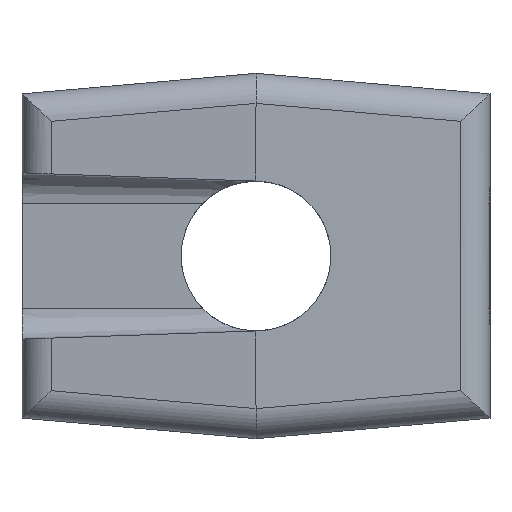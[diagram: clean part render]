
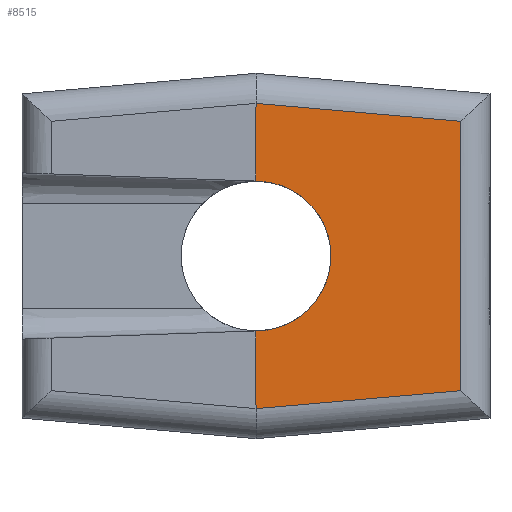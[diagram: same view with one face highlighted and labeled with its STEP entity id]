
A CAD part, front view. The second image highlights one B-rep face of the part: STEP entity #8515.
In plain terms, the highlighted planar face has unit normal (0.018, -1, 0).
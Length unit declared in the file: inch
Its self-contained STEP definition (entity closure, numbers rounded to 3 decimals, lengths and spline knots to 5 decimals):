
#315 = CARTESIAN_POINT ( 'NONE',  ( 0., -0.8075, 0. ) ) ;
#515 = ORIENTED_EDGE ( 'NONE', *, *, #6987, .T. ) ;
#633 = VERTEX_POINT ( 'NONE', #3504 ) ;
#1207 = EDGE_CURVE ( 'NONE', #12755, #633, #12431, .T. ) ;
#1571 = CARTESIAN_POINT ( 'NONE',  ( 0., -0.8075, 0.09849 ) ) ;
#1858 = CARTESIAN_POINT ( 'NONE',  ( 0.00343, -0.80744, -0.09837 ) ) ;
#1996 = CARTESIAN_POINT ( 'NONE',  ( 0.09843, -0.80578, 0.05607 ) ) ;
#2093 = CARTESIAN_POINT ( 'NONE',  ( 0.00343, -0.80744, 0.09837 ) ) ;
#2185 = LINE ( 'NONE', #14973, #12021 ) ;
#2287 = CARTESIAN_POINT ( 'NONE',  ( 0., -0.8075, 0. ) ) ;
#2816 = EDGE_CURVE ( 'NONE', #9432, #10732, #14898, .T. ) ;
#3308 = DIRECTION ( 'NONE',  ( -0.996, -0.017, 0.087 ) ) ;
#3409 = AXIS2_PLACEMENT_3D ( 'NONE', #2287, #3745, #15587 ) ;
#3503 = CARTESIAN_POINT ( 'NONE',  ( 0.05947, -0.80646, -0.09641 ) ) ;
#3504 = CARTESIAN_POINT ( 'NONE',  ( 0.26882, -0.80281, 0.17702 ) ) ;
#3745 = DIRECTION ( 'NONE',  ( 0.017, -1., 0. ) ) ;
#3989 = VECTOR ( 'NONE', #3308, 39.37008 ) ;
#4742 = CARTESIAN_POINT ( 'NONE',  ( 0.00343, -0.80744, 0.09837 ) ) ;
#5193 = ORIENTED_EDGE ( 'NONE', *, *, #14218, .T. ) ;
#5403 = CARTESIAN_POINT ( 'NONE',  ( 0.26882, -0.80281, -0.17702 ) ) ;
#5432 = DIRECTION ( 'NONE',  ( 0., 0., -1. ) ) ;
#5545 =( BOUNDED_CURVE ( )  B_SPLINE_CURVE ( 3, ( #5899, #12521, #3503, #12438 ),
 .UNSPECIFIED., .F., .T. ) 
 B_SPLINE_CURVE_WITH_KNOTS ( ( 4, 4 ),
 ( 0., 1.53589 ),
 .UNSPECIFIED. ) 
 CURVE ( )  GEOMETRIC_REPRESENTATION_ITEM ( )  RATIONAL_B_SPLINE_CURVE ( ( 1., 0.813, 0.813, 1. ) ) 
 REPRESENTATION_ITEM ( '' )  );
#5807 = LINE ( 'NONE', #11076, #5844 ) ;
#5844 = VECTOR ( 'NONE', #5432, 39.37008 ) ;
#5899 = CARTESIAN_POINT ( 'NONE',  ( 0.09843, -0.80578, 0. ) ) ;
#6342 = VECTOR ( 'NONE', #11330, 39.37008 ) ;
#6528 = EDGE_CURVE ( 'NONE', #7008, #8026, #13253, .T. ) ;
#6751 = VERTEX_POINT ( 'NONE', #10274 ) ;
#6987 = EDGE_CURVE ( 'NONE', #9432, #14521, #5807, .T. ) ;
#7008 = VERTEX_POINT ( 'NONE', #8794 ) ;
#7197 = VECTOR ( 'NONE', #16134, 39.37008 ) ;
#7251 = CARTESIAN_POINT ( 'NONE',  ( 0.00343, -0.80744, -0.09837 ) ) ;
#7320 = DIRECTION ( 'NONE',  ( 0.996, 0.017, 0.087 ) ) ;
#7846 = EDGE_CURVE ( 'NONE', #8026, #16352, #13774, .T. ) ;
#8026 = VERTEX_POINT ( 'NONE', #1571 ) ;
#8179 = ORIENTED_EDGE ( 'NONE', *, *, #1207, .T. ) ;
#8515 = ADVANCED_FACE ( 'NONE', ( #13957 ), #9041, .T. ) ;
#8747 = ORIENTED_EDGE ( 'NONE', *, *, #2816, .F. ) ;
#8794 = CARTESIAN_POINT ( 'NONE',  ( 0., -0.8075, 0.20054 ) ) ;
#9041 = PLANE ( 'NONE',  #3409 ) ;
#9096 = VECTOR ( 'NONE', #9792, 39.37008 ) ;
#9302 = ORIENTED_EDGE ( 'NONE', *, *, #13878, .T. ) ;
#9432 = VERTEX_POINT ( 'NONE', #10225 ) ;
#9792 = DIRECTION ( 'NONE',  ( 0.999, 0.017, 0.035 ) ) ;
#9974 = CARTESIAN_POINT ( 'NONE',  ( 0.26882, -0.80281, 0. ) ) ;
#10208 = VECTOR ( 'NONE', #12485, 39.37008 ) ;
#10225 = CARTESIAN_POINT ( 'NONE',  ( 0., -0.8075, -0.09849 ) ) ;
#10274 = CARTESIAN_POINT ( 'NONE',  ( 0.09843, -0.80578, 0. ) ) ;
#10276 = ORIENTED_EDGE ( 'NONE', *, *, #6528, .T. ) ;
#10664 = EDGE_LOOP ( 'NONE', ( #8179, #12940, #10276, #16288, #5193, #15382, #8747, #515, #9302 ) ) ;
#10732 = VERTEX_POINT ( 'NONE', #1858 ) ;
#10866 = EDGE_CURVE ( 'NONE', #633, #7008, #12417, .T. ) ;
#11033 = CARTESIAN_POINT ( 'NONE',  ( 0.05947, -0.80646, 0.09641 ) ) ;
#11076 = CARTESIAN_POINT ( 'NONE',  ( 0., -0.8075, 0. ) ) ;
#11330 = DIRECTION ( 'NONE',  ( 0., 0., 1. ) ) ;
#12021 = VECTOR ( 'NONE', #7320, 39.37008 ) ;
#12417 = LINE ( 'NONE', #14980, #3989 ) ;
#12431 = LINE ( 'NONE', #9974, #6342 ) ;
#12438 = CARTESIAN_POINT ( 'NONE',  ( 0.00343, -0.80744, -0.09837 ) ) ;
#12467 =( BOUNDED_CURVE ( )  B_SPLINE_CURVE ( 3, ( #4742, #11033, #1996, #15037 ),
 .UNSPECIFIED., .F., .T. ) 
 B_SPLINE_CURVE_WITH_KNOTS ( ( 4, 4 ),
 ( 4.7473, 6.28319 ),
 .UNSPECIFIED. ) 
 CURVE ( )  GEOMETRIC_REPRESENTATION_ITEM ( )  RATIONAL_B_SPLINE_CURVE ( ( 1., 0.813, 0.813, 1. ) ) 
 REPRESENTATION_ITEM ( '' )  );
#12485 = DIRECTION ( 'NONE',  ( 0.999, 0.017, -0.035 ) ) ;
#12521 = CARTESIAN_POINT ( 'NONE',  ( 0.09843, -0.80578, -0.05607 ) ) ;
#12755 = VERTEX_POINT ( 'NONE', #5403 ) ;
#12940 = ORIENTED_EDGE ( 'NONE', *, *, #10866, .T. ) ;
#13253 = LINE ( 'NONE', #315, #7197 ) ;
#13774 = LINE ( 'NONE', #2093, #10208 ) ;
#13878 = EDGE_CURVE ( 'NONE', #14521, #12755, #2185, .T. ) ;
#13957 = FACE_OUTER_BOUND ( 'NONE', #10664, .T. ) ;
#14218 = EDGE_CURVE ( 'NONE', #16352, #6751, #12467, .T. ) ;
#14470 = CARTESIAN_POINT ( 'NONE',  ( 0.00343, -0.80744, 0.09837 ) ) ;
#14521 = VERTEX_POINT ( 'NONE', #15809 ) ;
#14898 = LINE ( 'NONE', #7251, #9096 ) ;
#14973 = CARTESIAN_POINT ( 'NONE',  ( 0.26539, -0.80287, -0.17732 ) ) ;
#14980 = CARTESIAN_POINT ( 'NONE',  ( 0.01741, -0.8072, 0.19902 ) ) ;
#15037 = CARTESIAN_POINT ( 'NONE',  ( 0.09843, -0.80578, 0. ) ) ;
#15382 = ORIENTED_EDGE ( 'NONE', *, *, #15823, .T. ) ;
#15587 = DIRECTION ( 'NONE',  ( 1., 0.017, 0. ) ) ;
#15809 = CARTESIAN_POINT ( 'NONE',  ( 0., -0.8075, -0.20054 ) ) ;
#15823 = EDGE_CURVE ( 'NONE', #6751, #10732, #5545, .T. ) ;
#16134 = DIRECTION ( 'NONE',  ( 0., 0., -1. ) ) ;
#16288 = ORIENTED_EDGE ( 'NONE', *, *, #7846, .T. ) ;
#16352 = VERTEX_POINT ( 'NONE', #14470 ) ;
